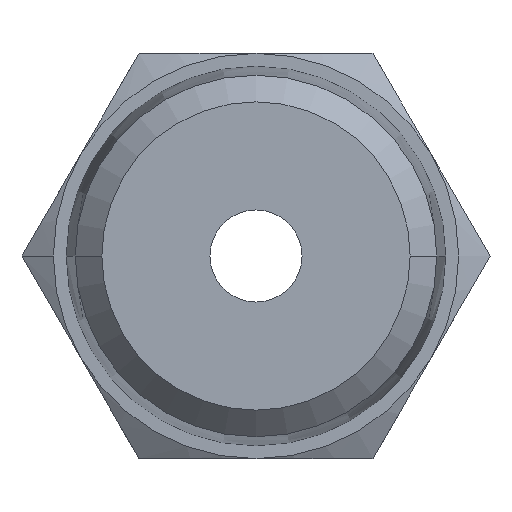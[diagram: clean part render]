
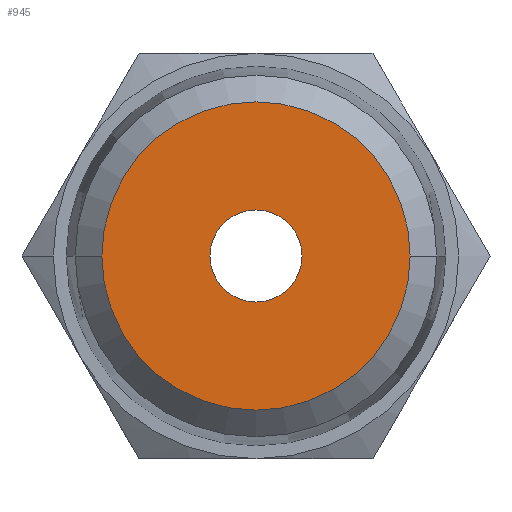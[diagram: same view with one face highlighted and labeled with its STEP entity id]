
A CAD part, front view. The second image highlights one B-rep face of the part: STEP entity #945.
In plain terms, the highlighted planar face has unit normal (0, -1, 0).
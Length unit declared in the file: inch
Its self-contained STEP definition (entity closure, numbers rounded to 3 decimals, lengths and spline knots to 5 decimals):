
#99 = DIRECTION ( 'NONE',  ( 0., 0., -1. ) ) ;
#249 = CARTESIAN_POINT ( 'NONE',  ( 0.16474, 0., 0. ) ) ;
#359 = VERTEX_POINT ( 'NONE', #1007 ) ;
#598 = DIRECTION ( 'NONE',  ( 0., 0., -1. ) ) ;
#741 = ORIENTED_EDGE ( 'NONE', *, *, #2610, .T. ) ;
#744 = DIRECTION ( 'NONE',  ( 0., 1., 0. ) ) ;
#771 = CARTESIAN_POINT ( 'NONE',  ( 0., 0., 0. ) ) ;
#782 = EDGE_CURVE ( 'NONE', #1433, #359, #3237, .T. ) ;
#844 = DIRECTION ( 'NONE',  ( 0., 1., 0. ) ) ;
#941 = CIRCLE ( 'NONE', #2162, 0.16474 ) ;
#945 = ADVANCED_FACE ( 'NONE', ( #2163, #3410 ), #1387, .T. ) ;
#1007 = CARTESIAN_POINT ( 'NONE',  ( 0., 0., 0.04921 ) ) ;
#1044 = EDGE_CURVE ( 'NONE', #1422, #1147, #941, .T. ) ;
#1147 = VERTEX_POINT ( 'NONE', #249 ) ;
#1215 = CIRCLE ( 'NONE', #1307, 0.04921 ) ;
#1307 = AXIS2_PLACEMENT_3D ( 'NONE', #3399, #1866, #99 ) ;
#1387 = PLANE ( 'NONE',  #1593 ) ;
#1422 = VERTEX_POINT ( 'NONE', #1711 ) ;
#1433 = VERTEX_POINT ( 'NONE', #3036 ) ;
#1593 = AXIS2_PLACEMENT_3D ( 'NONE', #2502, #3220, #1670 ) ;
#1670 = DIRECTION ( 'NONE',  ( 0., 0., -1. ) ) ;
#1711 = CARTESIAN_POINT ( 'NONE',  ( -0.16474, 0., 0. ) ) ;
#1750 = CARTESIAN_POINT ( 'NONE',  ( 0., 0., 0. ) ) ;
#1751 = AXIS2_PLACEMENT_3D ( 'NONE', #1750, #3566, #2044 ) ;
#1860 = ORIENTED_EDGE ( 'NONE', *, *, #782, .T. ) ;
#1866 = DIRECTION ( 'NONE',  ( 0., 1., 0. ) ) ;
#2044 = DIRECTION ( 'NONE',  ( -1., 0., 0. ) ) ;
#2162 = AXIS2_PLACEMENT_3D ( 'NONE', #2542, #844, #2791 ) ;
#2163 = FACE_BOUND ( 'NONE', #3364, .T. ) ;
#2231 = EDGE_CURVE ( 'NONE', #1147, #1422, #2670, .T. ) ;
#2502 = CARTESIAN_POINT ( 'NONE',  ( -0.08237, 0., 0. ) ) ;
#2542 = CARTESIAN_POINT ( 'NONE',  ( 0., 0., 0. ) ) ;
#2610 = EDGE_CURVE ( 'NONE', #359, #1433, #1215, .T. ) ;
#2670 = CIRCLE ( 'NONE', #1751, 0.16474 ) ;
#2768 = ORIENTED_EDGE ( 'NONE', *, *, #2231, .F. ) ;
#2788 = EDGE_LOOP ( 'NONE', ( #2865, #2768 ) ) ;
#2791 = DIRECTION ( 'NONE',  ( -1., 0., 0. ) ) ;
#2865 = ORIENTED_EDGE ( 'NONE', *, *, #1044, .F. ) ;
#3036 = CARTESIAN_POINT ( 'NONE',  ( 0., 0., -0.04921 ) ) ;
#3220 = DIRECTION ( 'NONE',  ( 0., -1., 0. ) ) ;
#3237 = CIRCLE ( 'NONE', #3579, 0.04921 ) ;
#3364 = EDGE_LOOP ( 'NONE', ( #1860, #741 ) ) ;
#3399 = CARTESIAN_POINT ( 'NONE',  ( 0., 0., 0. ) ) ;
#3410 = FACE_OUTER_BOUND ( 'NONE', #2788, .T. ) ;
#3566 = DIRECTION ( 'NONE',  ( 0., 1., 0. ) ) ;
#3579 = AXIS2_PLACEMENT_3D ( 'NONE', #771, #744, #598 ) ;
